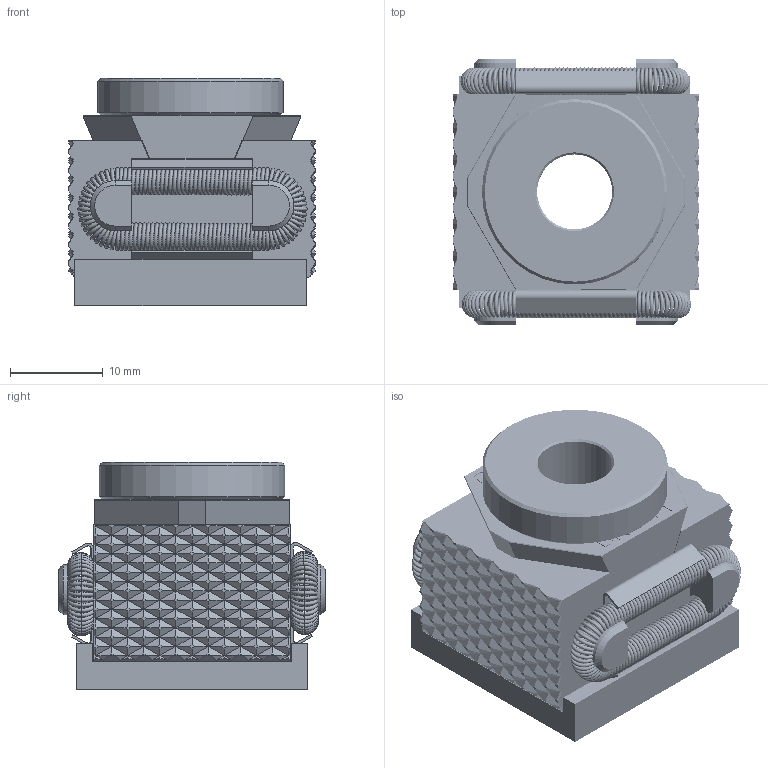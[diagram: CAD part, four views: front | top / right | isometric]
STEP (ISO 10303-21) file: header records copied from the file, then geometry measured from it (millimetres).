
FILE_DESCRIPTION(/* description */ ('LOHKO'),/* implementation_level */ '2;1');
FILE_NAME(/* name */ 'BK2-VT-PD.stp',/* time_stamp */ '2013-10-10T13:19:51+03:00',/* author */ ('saljy'),/* organization */ (''),/* preprocessor_version */ 'ST-DEVELOPER v15.2',/* originating_system */ 'Autodesk Inventor 2014',/* authorisation */ '');
FILE_SCHEMA (('AUTOMOTIVE_DESIGN { 1 0 10303 214 3 1 1 }'));
Length unit declared in the file: millimetre
Products named in the file (10): PLBK2-VT; SIB; KIBK2-VT; B-Spring_pääty+suora; B-Spring_pääty; B-Jousi; BK2-VT; BB1; BP; BK2-VT-PD
Bounding box: 26.61 x 28.81 x 24.55 mm (x, y, z)
Volume: 10902.4 mm3; surface area: 10778.9 mm2
Topology: 11 solids, 11 shells, 2205 faces, 5302 edges, 2956 vertices
Faces by surface type: plane 1610, torus 479, bspline 55, cylinder 50, cone 11
Full cylindrical faces by diameter (mm): 8.1 x1, 8.4 x1, 13 x1, 20 x1
Entity records: 34793 total; most frequent: CARTESIAN_POINT 9194, DIRECTION 5203, ORIENTED_EDGE 4942, EDGE_CURVE 2471, AXIS2_PLACEMENT_3D 1748, LINE 1707, VECTOR 1707, EDGE_LOOP 1486
